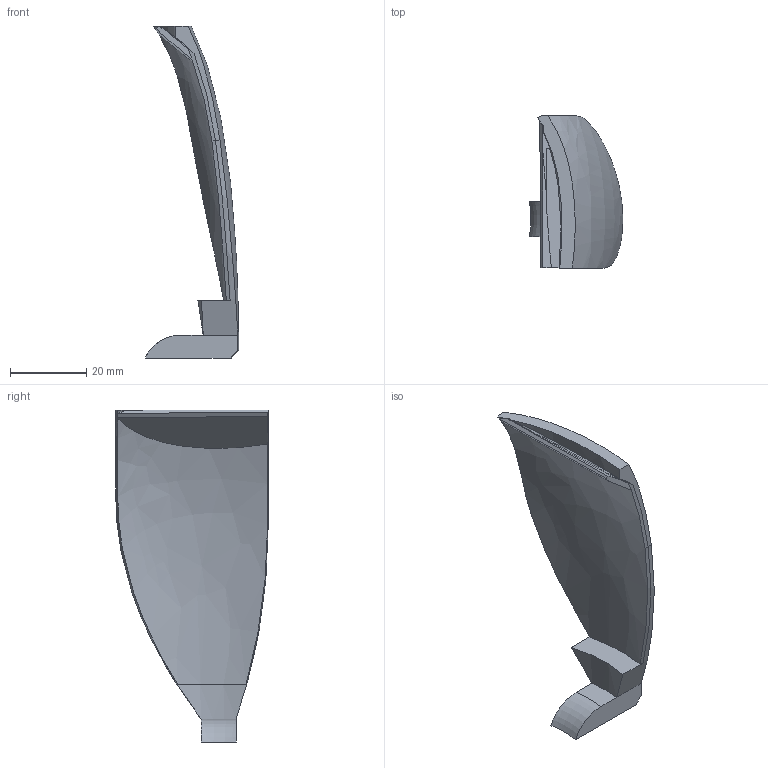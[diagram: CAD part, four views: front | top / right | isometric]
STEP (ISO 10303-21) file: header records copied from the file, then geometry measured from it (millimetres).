
FILE_DESCRIPTION(/* description */ ('STEP AP214'),/* implementation_level */ '2;1');
FILE_NAME(/* name */ '683c51614258294a187f3ea0',/* time_stamp */ '2025-06-01T13:10:58Z',/* author */ (''),/* organization */ (''),/* preprocessor_version */ 'ST-DEVELOPER v20',/* originating_system */ 'ONSHAPE BY PTC INC, 1.198',/* authorisation */ ' ');
FILE_SCHEMA (('AUTOMOTIVE_DESIGN {1 0 10303 214 3 1 1}'));
Length unit declared in the file: metre
Products named in the file (1): Shoulder_Front_83
Bounding box: 24.53 x 40 x 87.08 mm (x, y, z)
Volume: 9248.1 mm3; surface area: 7456.9 mm2
Topology: 1 solids, 1 shells, 36 faces, 94 edges, 60 vertices
Faces by surface type: plane 17, bspline 13, cylinder 5, torus 1
Entity records: 1689 total; most frequent: CARTESIAN_POINT 905, ORIENTED_EDGE 188, DIRECTION 103, EDGE_CURVE 94, VERTEX_POINT 60, B_SPLINE_CURVE_WITH_KNOTS 51, EDGE_LOOP 36, FACE_BOUND 36
